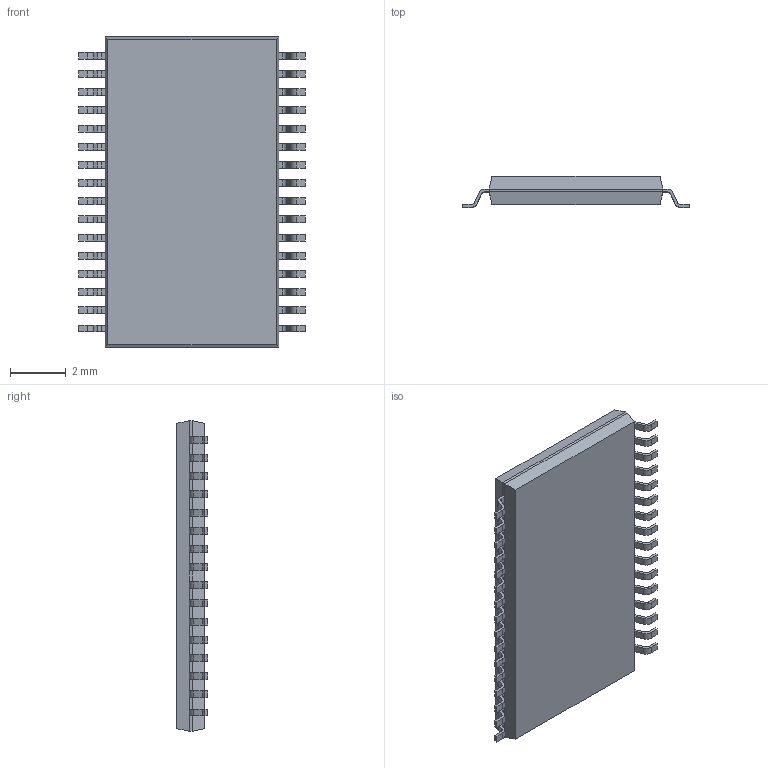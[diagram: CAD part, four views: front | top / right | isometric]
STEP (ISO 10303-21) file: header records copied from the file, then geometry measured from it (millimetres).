
FILE_DESCRIPTION (( 'STEP AP214' ), '1' );
FILE_NAME ('TSSOP,32Pin,11.1x6.2.STEP', '2020-01-20T06:31:01', ( '' ), ( '' ), 'SwSTEP 2.0', 'SolidWorks 2020', '' );
FILE_SCHEMA (( 'AUTOMOTIVE_DESIGN' ));
Length unit declared in the file: millimetre
Products named in the file (3): TSSOP,32Pin,11.1x6.2; User Library-TSSOP-32 11.1x6.2_body_TSSOP_TSSOP_11.1x6.2_1; User Library-TSSOP-32 11.1x6.2_pin_TSSOP_tssop_1
Assembly tree (33 placements, depth 2):
  TSSOP,32Pin,11.1x6.2
    User Library-TSSOP-32 11.1x6.2_pin_TSSOP_tssop_1  x32
    User Library-TSSOP-32 11.1x6.2_body_TSSOP_TSSOP_11.1x6.2_1
Bounding box: 8.1 x 1.11 x 11.1 mm (x, y, z)
Volume: 68.5 mm3; surface area: 196 mm2
Topology: 33 solids, 33 shells, 470 faces, 1198 edges, 796 vertices
Faces by surface type: plane 340, cylinder 130
Entity records: 1517 total; most frequent: DIRECTION 238, CARTESIAN_POINT 206, ORIENTED_EDGE 164, AXIS2_PLACEMENT_3D 84, EDGE_CURVE 82, VECTOR 70, LINE 70, VERTEX_POINT 52
